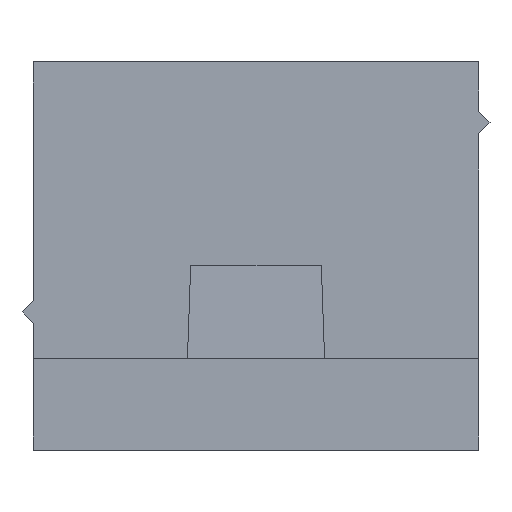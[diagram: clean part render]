
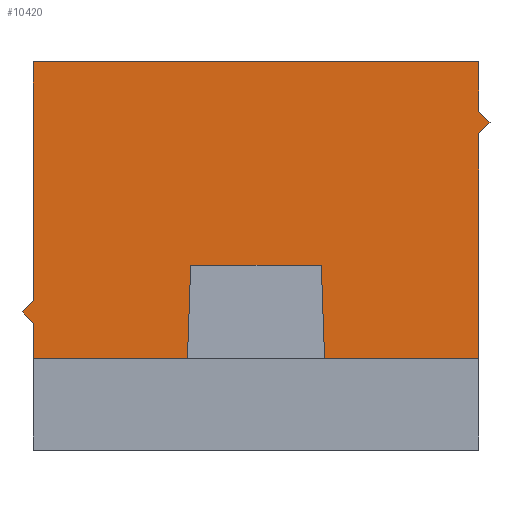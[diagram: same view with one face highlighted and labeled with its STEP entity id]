
A CAD part, left-side view. The second image highlights one B-rep face of the part: STEP entity #10420.
In plain terms, the highlighted face is planar.
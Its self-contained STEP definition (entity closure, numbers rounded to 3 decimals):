
#60=CARTESIAN_POINT('',(1.078,19.,
15.));
#70=DIRECTION('',(1.,0.,0.));
#80=VECTOR('',#70,1.);
#90=LINE('',#60,#80);
#100=CARTESIAN_POINT('',(-56.15,19.,
15.));
#110=VERTEX_POINT('',#100);
#120=CARTESIAN_POINT('',(-36.65,19.,
15.));
#130=VERTEX_POINT('',#120);
#140=EDGE_CURVE('',#110,#130,#90,.T.);
#6000=CARTESIAN_POINT('',(-36.65,19.,
2.));
#6010=VERTEX_POINT('',#6000);
#6040=CARTESIAN_POINT('',(1.078,19.,
2.));
#6050=DIRECTION('',(1.,0.,0.));
#6060=VECTOR('',#6050,1.);
#6070=LINE('',#6040,#6060);
#6080=CARTESIAN_POINT('',(-44.897,19.,
2.));
#6090=VERTEX_POINT('',#6080);
#6100=EDGE_CURVE('',#6090,#6010,#6070,.T.);
#6640=CARTESIAN_POINT('',(-47.903,19.,
2.));
#6650=VERTEX_POINT('',#6640);
#6680=CARTESIAN_POINT('',(-56.15,19.,
2.));
#6690=VERTEX_POINT('',#6680);
#6700=EDGE_CURVE('',#6690,#6650,#6070,.T.);
#7640=CARTESIAN_POINT('',(-47.76,19.,
6.1));
#7650=VERTEX_POINT('',#7640);
#7680=CARTESIAN_POINT('',(-47.973,19.,
0.));
#7690=DIRECTION('',(0.035,0.,
0.999));
#7700=VECTOR('',#7690,1.);
#7710=LINE('',#7680,#7700);
#7720=EDGE_CURVE('',#6650,#7650,#7710,.T.);
#8520=CARTESIAN_POINT('',(-45.04,19.,
6.1));
#8530=VERTEX_POINT('',#8520);
#8560=CARTESIAN_POINT('',(1.078,19.,
6.1));
#8570=DIRECTION('',(-1.,0.,0.));
#8580=VECTOR('',#8570,1.);
#8590=LINE('',#8560,#8580);
#8600=EDGE_CURVE('',#8530,#7650,#8590,.T.);
#9520=CARTESIAN_POINT('',(-44.827,19.,
0.));
#9530=DIRECTION('',(0.035,0.,
-0.999));
#9540=VECTOR('',#9530,1.);
#9550=LINE('',#9520,#9540);
#9560=EDGE_CURVE('',#8530,#6090,#9550,.T.);
#9690=CARTESIAN_POINT('',(-46.4,19.,
5.75));
#9700=DIRECTION('',(0.,-1.,0.));
#9710=DIRECTION('',(1.,0.,0.));
#9720=AXIS2_PLACEMENT_3D('',#9690,#9700,#9710);
#9730=PLANE('',#9720);
#9740=ORIENTED_EDGE('',*,*,#6700,.F.);
#9750=ORIENTED_EDGE('',*,*,#7720,.F.);
#9760=ORIENTED_EDGE('',*,*,#8600,.T.);
#9770=ORIENTED_EDGE('',*,*,#9560,.F.);
#9780=ORIENTED_EDGE('',*,*,#6100,.F.);
#9790=CARTESIAN_POINT('',(-36.65,19.,
0.));
#9800=DIRECTION('',(0.,0.,1.));
#9810=VECTOR('',#9800,1.);
#9820=LINE('',#9790,#9810);
#9830=CARTESIAN_POINT('',(-36.65,19.,
3.55));
#9840=VERTEX_POINT('',#9830);
#9850=EDGE_CURVE('',#6010,#9840,#9820,.T.);
#9860=ORIENTED_EDGE('',*,*,#9850,.F.);
#9870=CARTESIAN_POINT('',(0.578,19.,
40.778));
#9880=DIRECTION('',(-0.707,0.,
-0.707));
#9890=VECTOR('',#9880,1.);
#9900=LINE('',#9870,#9890);
#9910=CARTESIAN_POINT('',(-36.15,19.,
4.05));
#9920=VERTEX_POINT('',#9910);
#9930=EDGE_CURVE('',#9920,#9840,#9900,.T.);
#9940=ORIENTED_EDGE('',*,*,#9930,.T.);
#9950=CARTESIAN_POINT('',(0.578,19.,
-32.678));
#9960=DIRECTION('',(0.707,0.,
-0.707));
#9970=VECTOR('',#9960,1.);
#9980=LINE('',#9950,#9970);
#9990=CARTESIAN_POINT('',(-36.65,19.,
4.55));
#10000=VERTEX_POINT('',#9990);
#10010=EDGE_CURVE('',#10000,#9920,#9980,.T.);
#10020=ORIENTED_EDGE('',*,*,#10010,.T.);
#10030=CARTESIAN_POINT('',(-36.65,19.,
0.));
#10040=DIRECTION('',(0.,0.,1.));
#10050=VECTOR('',#10040,1.);
#10060=LINE('',#10030,#10050);
#10070=EDGE_CURVE('',#10000,#130,#10060,.T.);
#10080=ORIENTED_EDGE('',*,*,#10070,.F.);
#10090=ORIENTED_EDGE('',*,*,#140,.T.);
#10100=CARTESIAN_POINT('',(-56.15,19.,
0.));
#10110=DIRECTION('',(0.,0.,-1.));
#10120=VECTOR('',#10110,1.);
#10130=LINE('',#10100,#10120);
#10140=CARTESIAN_POINT('',(-56.15,19.,12.85));
#10150=VERTEX_POINT('',#10140);
#10160=EDGE_CURVE('',#110,#10150,#10130,.T.);
#10170=ORIENTED_EDGE('',*,*,#10160,.F.);
#10180=CARTESIAN_POINT('',(1.078,19.,
70.078));
#10190=DIRECTION('',(0.707,0.,
0.707));
#10200=VECTOR('',#10190,1.);
#10210=LINE('',#10180,#10200);
#10220=CARTESIAN_POINT('',(-56.65,19.,12.35));
#10230=VERTEX_POINT('',#10220);
#10240=EDGE_CURVE('',#10230,#10150,#10210,.T.);
#10250=ORIENTED_EDGE('',*,*,#10240,.T.);
#10260=CARTESIAN_POINT('',(-44.3,19.,
0.));
#10270=DIRECTION('',(-0.707,0.,
0.707));
#10280=VECTOR('',#10270,1.);
#10290=LINE('',#10260,#10280);
#10300=CARTESIAN_POINT('',(-56.15,19.,11.85));
#10310=VERTEX_POINT('',#10300);
#10320=EDGE_CURVE('',#10310,#10230,#10290,.T.);
#10330=ORIENTED_EDGE('',*,*,#10320,.T.);
#10340=CARTESIAN_POINT('',(-56.15,19.,
0.));
#10350=DIRECTION('',(0.,0.,-1.));
#10360=VECTOR('',#10350,1.);
#10370=LINE('',#10340,#10360);
#10380=EDGE_CURVE('',#10310,#6690,#10370,.T.);
#10390=ORIENTED_EDGE('',*,*,#10380,.F.);
#10400=EDGE_LOOP('',(#10390,#10330,#10250,#10170,#10090,#10080,#10020,
#9940,#9860,#9780,#9770,#9760,#9750,#9740));
#10410=FACE_OUTER_BOUND('',#10400,.T.);
#10420=ADVANCED_FACE('',(#10410),#9730,.F.);
